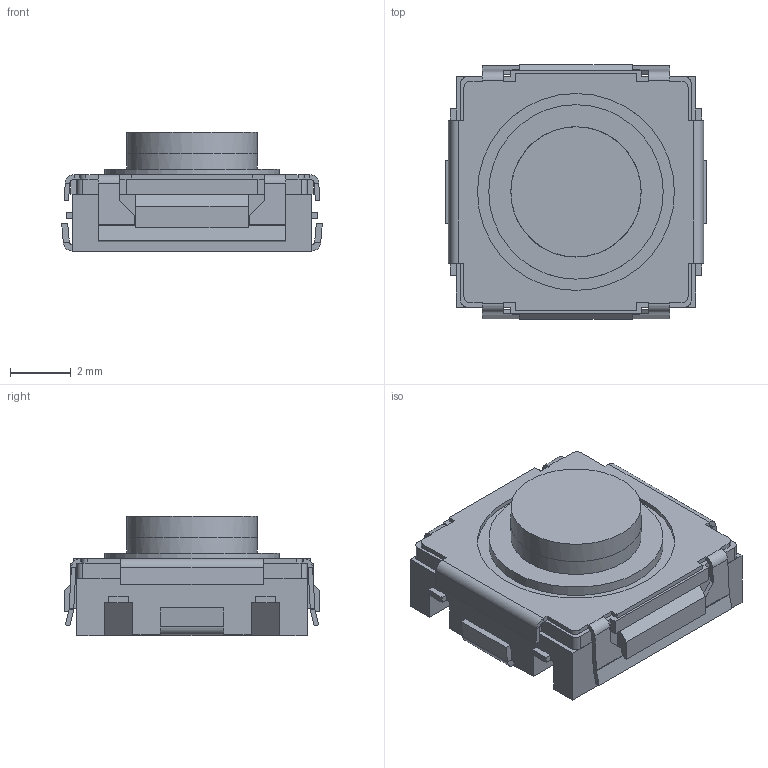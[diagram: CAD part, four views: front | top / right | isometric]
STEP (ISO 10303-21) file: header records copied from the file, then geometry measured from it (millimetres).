
FILE_DESCRIPTION(/* description */ (''),/* implementation_level */ '2;1');
FILE_NAME(/* name */ 'SKSTAJE010.step',/* time_stamp */ '2023-06-23T07:50:57-04:00',/* author */ (''),/* organization */ (''),/* preprocessor_version */ 'ST-DEVELOPER v19.2',/* originating_system */ 'Autodesk Translation Framework v12.6.0.85',/* authorisation */ '');
FILE_SCHEMA (('AUTOMOTIVE_DESIGN { 1 0 10303 214 3 1 1 }'));
Length unit declared in the file: millimetre
Products named in the file (1): SKSTAJE010
Bounding box: 8.61 x 8.4 x 3.95 mm (x, y, z)
Volume: 177.2 mm3; surface area: 296.5 mm2
Topology: 1 solids, 1 shells, 272 faces, 719 edges, 444 vertices
Faces by surface type: plane 235, cylinder 37
Full cylindrical faces by diameter (mm): 4.299 x1, 4.3 x1, 5.758 x1, 6.5 x1
Entity records: 8518 total; most frequent: CARTESIAN_POINT 1470, ORIENTED_EDGE 1438, DIRECTION 1347, EDGE_CURVE 719, LINE 633, VECTOR 633, VERTEX_POINT 444, AXIS2_PLACEMENT_3D 357
